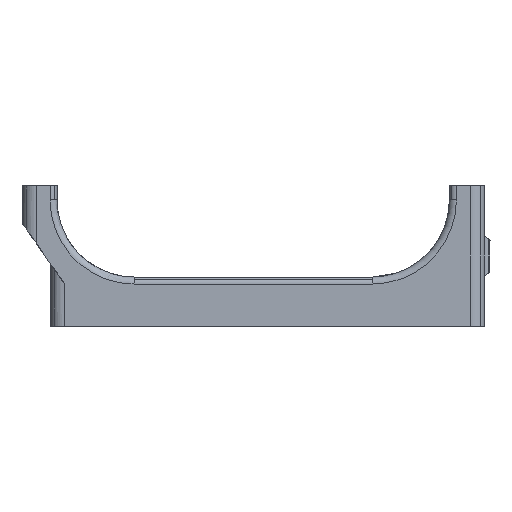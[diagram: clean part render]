
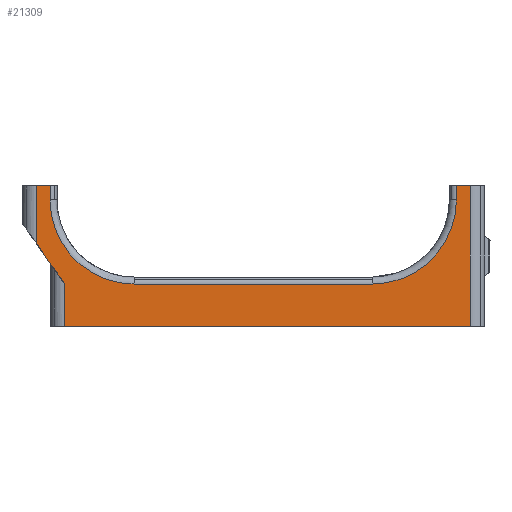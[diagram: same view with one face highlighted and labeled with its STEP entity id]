
A CAD part, left-side view. The second image highlights one B-rep face of the part: STEP entity #21309.
In plain terms, the highlighted planar face has unit normal (-1, 0, 0).
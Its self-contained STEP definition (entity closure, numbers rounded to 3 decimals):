
#171 = VERTEX_POINT ( 'NONE', #2956 ) ;
#205 = ORIENTED_EDGE ( 'NONE', *, *, #4605, .T. ) ;
#582 = CARTESIAN_POINT ( 'NONE',  ( 143.863, 455.634, 198.747 ) ) ;
#696 = LINE ( 'NONE', #20371, #7511 ) ;
#701 = FACE_OUTER_BOUND ( 'NONE', #15418, .T. ) ;
#729 = EDGE_CURVE ( 'NONE', #8736, #171, #11453, .T. ) ;
#806 = EDGE_CURVE ( 'NONE', #19915, #944, #9064, .T. ) ;
#909 = DIRECTION ( 'NONE',  ( 0., 0., -1. ) ) ;
#944 = VERTEX_POINT ( 'NONE', #582 ) ;
#1269 = DIRECTION ( 'NONE',  ( 1., 0., 0. ) ) ;
#1787 = CARTESIAN_POINT ( 'NONE',  ( 143.863, 395.634, 180.747 ) ) ;
#2137 = DIRECTION ( 'NONE',  ( 0., 0.707, -0.707 ) ) ;
#2205 = VECTOR ( 'NONE', #13822, 1000. ) ;
#2586 = VECTOR ( 'NONE', #17013, 1000. ) ;
#2956 = CARTESIAN_POINT ( 'NONE',  ( 143.863, 453.634, 186.891 ) ) ;
#2977 = ORIENTED_EDGE ( 'NONE', *, *, #4377, .F. ) ;
#3178 = DIRECTION ( 'NONE',  ( 0., 1., 0. ) ) ;
#3679 = LINE ( 'NONE', #8648, #2586 ) ;
#4004 = ORIENTED_EDGE ( 'NONE', *, *, #20631, .F. ) ;
#4377 = EDGE_CURVE ( 'NONE', #8736, #9644, #3679, .T. ) ;
#4591 = DIRECTION ( 'NONE',  ( -1., 0., 0. ) ) ;
#4605 = EDGE_CURVE ( 'NONE', #18768, #15703, #696, .T. ) ;
#4718 = AXIS2_PLACEMENT_3D ( 'NONE', #17859, #1269, #6212 ) ;
#5000 = CARTESIAN_POINT ( 'NONE',  ( 143.863, 443.634, 198.747 ) ) ;
#5140 = CARTESIAN_POINT ( 'NONE',  ( 143.863, 397.634, 200.747 ) ) ;
#5272 = AXIS2_PLACEMENT_3D ( 'NONE', #20835, #4591, #9656 ) ;
#5519 = CARTESIAN_POINT ( 'NONE',  ( 143.863, 453.634, 190.247 ) ) ;
#5839 = CARTESIAN_POINT ( 'NONE',  ( 143.863, 440.434, 200.747 ) ) ;
#5879 = VECTOR ( 'NONE', #18595, 1000. ) ;
#6212 = DIRECTION ( 'NONE',  ( 0., 1., 0. ) ) ;
#6569 = DIRECTION ( 'NONE',  ( 0., 0., -1. ) ) ;
#6797 = CARTESIAN_POINT ( 'NONE',  ( 143.863, 443.634, 186.747 ) ) ;
#7001 = CARTESIAN_POINT ( 'NONE',  ( 143.863, 397.634, 198.747 ) ) ;
#7423 = PLANE ( 'NONE',  #4718 ) ;
#7511 = VECTOR ( 'NONE', #17321, 1000. ) ;
#7551 = VERTEX_POINT ( 'NONE', #1787 ) ;
#7601 = CARTESIAN_POINT ( 'NONE',  ( 143.863, 426.434, 180.747 ) ) ;
#7625 = CIRCLE ( 'NONE', #7975, 12. ) ;
#7712 = CARTESIAN_POINT ( 'NONE',  ( 143.863, 417.934, 186.747 ) ) ;
#7881 = VERTEX_POINT ( 'NONE', #17573 ) ;
#7975 = AXIS2_PLACEMENT_3D ( 'NONE', #5000, #16995, #2137 ) ;
#8018 = ORIENTED_EDGE ( 'NONE', *, *, #16785, .F. ) ;
#8500 = ORIENTED_EDGE ( 'NONE', *, *, #806, .F. ) ;
#8648 = CARTESIAN_POINT ( 'NONE',  ( 143.863, 457.634, 195.747 ) ) ;
#8675 = EDGE_CURVE ( 'NONE', #18768, #7551, #18426, .T. ) ;
#8736 = VERTEX_POINT ( 'NONE', #8771 ) ;
#8752 = VERTEX_POINT ( 'NONE', #20398 ) ;
#8771 = CARTESIAN_POINT ( 'NONE',  ( 143.863, 457.634, 192.604 ) ) ;
#9064 = LINE ( 'NONE', #9387, #20088 ) ;
#9162 = LINE ( 'NONE', #7601, #16458 ) ;
#9215 = ORIENTED_EDGE ( 'NONE', *, *, #10789, .F. ) ;
#9234 = EDGE_CURVE ( 'NONE', #7881, #7551, #9162, .T. ) ;
#9281 = LINE ( 'NONE', #7712, #15290 ) ;
#9387 = CARTESIAN_POINT ( 'NONE',  ( 143.863, 455.634, 195.747 ) ) ;
#9644 = VERTEX_POINT ( 'NONE', #19061 ) ;
#9656 = DIRECTION ( 'NONE',  ( 0., -0.707, -0.707 ) ) ;
#10789 = EDGE_CURVE ( 'NONE', #17940, #8752, #9281, .T. ) ;
#11206 = VECTOR ( 'NONE', #6569, 1000. ) ;
#11453 = LINE ( 'NONE', #17745, #11751 ) ;
#11751 = VECTOR ( 'NONE', #13287, 1000. ) ;
#11983 = LINE ( 'NONE', #5519, #5879 ) ;
#12244 = EDGE_CURVE ( 'NONE', #8752, #18489, #12597, .T. ) ;
#12500 = DIRECTION ( 'NONE',  ( 0., -1., 0. ) ) ;
#12597 = CIRCLE ( 'NONE', #5272, 12. ) ;
#12620 = DIRECTION ( 'NONE',  ( 0., -1., 0. ) ) ;
#12674 = ORIENTED_EDGE ( 'NONE', *, *, #12244, .F. ) ;
#13105 = ORIENTED_EDGE ( 'NONE', *, *, #17917, .T. ) ;
#13287 = DIRECTION ( 'NONE',  ( 0., -0.574, -0.819 ) ) ;
#13822 = DIRECTION ( 'NONE',  ( 0., 0., 1. ) ) ;
#14263 = ORIENTED_EDGE ( 'NONE', *, *, #9234, .T. ) ;
#15290 = VECTOR ( 'NONE', #12620, 1000. ) ;
#15418 = EDGE_LOOP ( 'NONE', ( #8500, #13105, #2977, #17979, #19015, #14263, #16487, #205, #4004, #12674, #9215, #8018 ) ) ;
#15703 = VERTEX_POINT ( 'NONE', #5140 ) ;
#16058 = VECTOR ( 'NONE', #3178, 1000. ) ;
#16458 = VECTOR ( 'NONE', #12500, 1000. ) ;
#16487 = ORIENTED_EDGE ( 'NONE', *, *, #8675, .F. ) ;
#16785 = EDGE_CURVE ( 'NONE', #944, #17940, #7625, .T. ) ;
#16839 = EDGE_CURVE ( 'NONE', #7881, #171, #11983, .T. ) ;
#16995 = DIRECTION ( 'NONE',  ( -1., 0., 0. ) ) ;
#17013 = DIRECTION ( 'NONE',  ( 0., 0., 1. ) ) ;
#17179 = LINE ( 'NONE', #20545, #2205 ) ;
#17205 = CARTESIAN_POINT ( 'NONE',  ( 143.863, 395.634, 200.747 ) ) ;
#17321 = DIRECTION ( 'NONE',  ( 0., 1., 0. ) ) ;
#17573 = CARTESIAN_POINT ( 'NONE',  ( 143.863, 453.634, 180.747 ) ) ;
#17745 = CARTESIAN_POINT ( 'NONE',  ( 143.863, 453.032, 186.032 ) ) ;
#17859 = CARTESIAN_POINT ( 'NONE',  ( 143.863, 426.234, 190.747 ) ) ;
#17917 = EDGE_CURVE ( 'NONE', #19915, #9644, #20760, .T. ) ;
#17940 = VERTEX_POINT ( 'NONE', #6797 ) ;
#17979 = ORIENTED_EDGE ( 'NONE', *, *, #729, .T. ) ;
#18426 = LINE ( 'NONE', #20187, #11206 ) ;
#18489 = VERTEX_POINT ( 'NONE', #7001 ) ;
#18595 = DIRECTION ( 'NONE',  ( 0., 0., 1. ) ) ;
#18768 = VERTEX_POINT ( 'NONE', #17205 ) ;
#19015 = ORIENTED_EDGE ( 'NONE', *, *, #16839, .F. ) ;
#19061 = CARTESIAN_POINT ( 'NONE',  ( 143.863, 457.634, 200.747 ) ) ;
#19915 = VERTEX_POINT ( 'NONE', #21177 ) ;
#20088 = VECTOR ( 'NONE', #909, 1000. ) ;
#20187 = CARTESIAN_POINT ( 'NONE',  ( 143.863, 395.634, 195.747 ) ) ;
#20371 = CARTESIAN_POINT ( 'NONE',  ( 143.863, 409.934, 200.747 ) ) ;
#20398 = CARTESIAN_POINT ( 'NONE',  ( 143.863, 409.634, 186.747 ) ) ;
#20545 = CARTESIAN_POINT ( 'NONE',  ( 143.863, 397.634, 185.747 ) ) ;
#20631 = EDGE_CURVE ( 'NONE', #18489, #15703, #17179, .T. ) ;
#20760 = LINE ( 'NONE', #5839, #16058 ) ;
#20835 = CARTESIAN_POINT ( 'NONE',  ( 143.863, 409.634, 198.747 ) ) ;
#21177 = CARTESIAN_POINT ( 'NONE',  ( 143.863, 455.634, 200.747 ) ) ;
#21309 = ADVANCED_FACE ( 'NONE', ( #701 ), #7423, .F. ) ;
